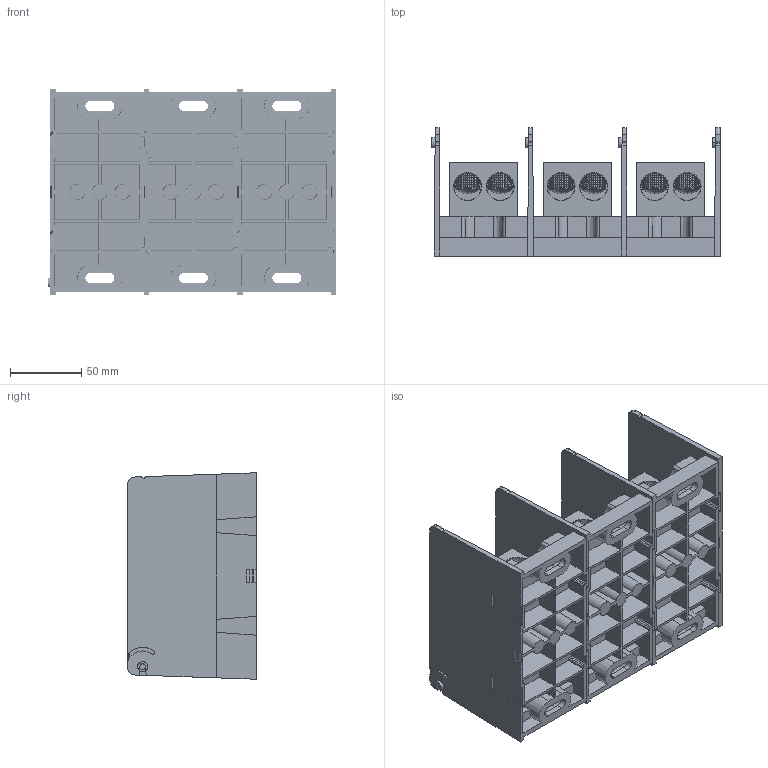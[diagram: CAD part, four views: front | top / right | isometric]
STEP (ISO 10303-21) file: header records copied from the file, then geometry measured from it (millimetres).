
FILE_DESCRIPTION (( 'STEP AP203' ), '1' );
FILE_NAME ('701982.STEP', '2024-08-27T13:21:50', ( '' ), ( '' ), 'SwSTEP 2.0', 'SolidWorks 2021', '' );
FILE_SCHEMA (( 'CONFIG_CONTROL_DESIGN' ));
Length unit declared in the file: inch
Products named in the file (8): 701982; F09928_DEFAULT.STEP; 410033.STEP; F08983_DEFAULT.STEP; F08987.STEP; C06906.STEP; C06906P.STEP; 330555.STEP
Assembly tree (17 placements, depth 3):
  701982
    C06906P.STEP  x3
      C06906.STEP
      F08987.STEP
      F08983_DEFAULT.STEP
    410033.STEP  x3
    F09928_DEFAULT.STEP  x6
    330555.STEP
Bounding box: 202.31 x 90.17 x 144.78 mm (x, y, z)
Volume: 725357.1 mm3; surface area: 364252.2 mm2
Topology: 22 solids, 22 shells, 2794 faces, 6919 edges, 4244 vertices
Faces by surface type: plane 946, cylinder 933, cone 798, bspline 63, torus 36, sphere 18
Entity records: 31396 total; most frequent: CARTESIAN_POINT 13291, ORIENTED_EDGE 3718, DIRECTION 3297, EDGE_CURVE 1859, VERTEX_POINT 1163, LINE 1123, VECTOR 1123, AXIS2_PLACEMENT_3D 1087
